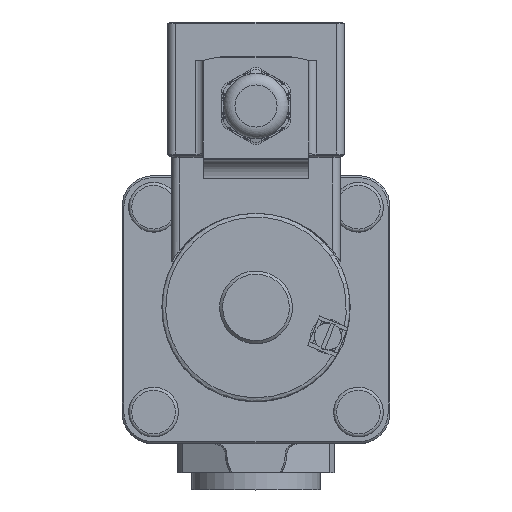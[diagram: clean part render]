
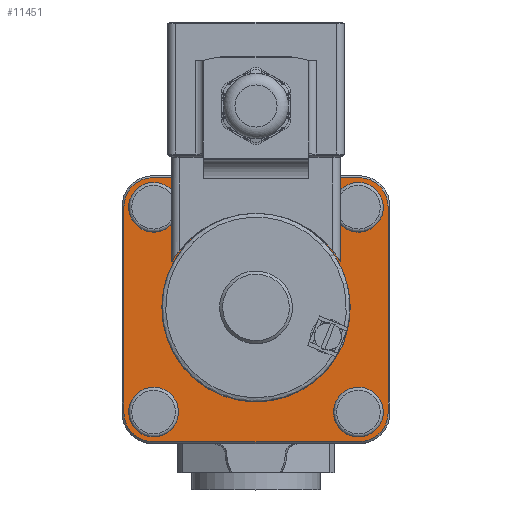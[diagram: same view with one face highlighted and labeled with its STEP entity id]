
A CAD part, top view. The second image highlights one B-rep face of the part: STEP entity #11451.
In plain terms, the highlighted planar face has unit normal (0, 0, 1).
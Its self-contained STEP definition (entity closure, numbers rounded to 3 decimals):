
#1215=LINE('',#35745,#1697);
#1218=LINE('',#35753,#1700);
#1221=LINE('',#35761,#1703);
#1225=LINE('',#35772,#1707);
#1697=VECTOR('',#14938,54.);
#1700=VECTOR('',#14947,54.);
#1703=VECTOR('',#14956,54.);
#1707=VECTOR('',#14968,54.);
#2743=PLANE('',#12489);
#2817=FACE_BOUND('',#4201,.T.);
#2818=FACE_BOUND('',#4202,.T.);
#2819=FACE_BOUND('',#4203,.T.);
#2820=FACE_BOUND('',#4204,.T.);
#2821=FACE_BOUND('',#4205,.T.);
#3464=FACE_OUTER_BOUND('',#4200,.T.);
#4200=EDGE_LOOP('',(#10445,#10446,#10447,#10448,#10449,#10450,#10451,#10452));
#4201=EDGE_LOOP('',(#10453));
#4202=EDGE_LOOP('',(#10454));
#4203=EDGE_LOOP('',(#10455));
#4204=EDGE_LOOP('',(#10456));
#4205=EDGE_LOOP('',(#10457));
#4719=CIRCLE('',#12413,6.5);
#4724=CIRCLE('',#12424,6.5);
#4729=CIRCLE('',#12435,6.5);
#4735=CIRCLE('',#12448,6.5);
#4741=CIRCLE('',#12458,18.7);
#4746=CIRCLE('',#12468,7.5);
#4748=CIRCLE('',#12472,7.5);
#4749=CIRCLE('',#12475,7.5);
#4750=CIRCLE('',#12478,7.5);
#5692=VERTEX_POINT('',#35463);
#5697=VERTEX_POINT('',#35479);
#5702=VERTEX_POINT('',#35495);
#5708=VERTEX_POINT('',#35516);
#5713=VERTEX_POINT('',#35705);
#5724=VERTEX_POINT('',#35736);
#5726=VERTEX_POINT('',#35739);
#5727=VERTEX_POINT('',#35744);
#5728=VERTEX_POINT('',#35748);
#5729=VERTEX_POINT('',#35752);
#5730=VERTEX_POINT('',#35756);
#5731=VERTEX_POINT('',#35760);
#5733=VERTEX_POINT('',#35766);
#7254=EDGE_CURVE('',#5692,#5692,#4719,.T.);
#7259=EDGE_CURVE('',#5697,#5697,#4724,.T.);
#7264=EDGE_CURVE('',#5702,#5702,#4729,.T.);
#7272=EDGE_CURVE('',#5708,#5708,#4735,.T.);
#7278=EDGE_CURVE('',#5713,#5713,#4741,.T.);
#7293=EDGE_CURVE('',#5724,#5726,#4746,.T.);
#7296=EDGE_CURVE('',#5726,#5727,#1215,.T.);
#7298=EDGE_CURVE('',#5727,#5728,#4748,.T.);
#7300=EDGE_CURVE('',#5728,#5729,#1218,.T.);
#7302=EDGE_CURVE('',#5729,#5730,#4749,.T.);
#7304=EDGE_CURVE('',#5730,#5731,#1221,.T.);
#7307=EDGE_CURVE('',#5731,#5733,#4750,.T.);
#7310=EDGE_CURVE('',#5733,#5724,#1225,.T.);
#10445=ORIENTED_EDGE('',*,*,#7310,.F.);
#10446=ORIENTED_EDGE('',*,*,#7307,.F.);
#10447=ORIENTED_EDGE('',*,*,#7304,.F.);
#10448=ORIENTED_EDGE('',*,*,#7302,.F.);
#10449=ORIENTED_EDGE('',*,*,#7300,.F.);
#10450=ORIENTED_EDGE('',*,*,#7298,.F.);
#10451=ORIENTED_EDGE('',*,*,#7296,.F.);
#10452=ORIENTED_EDGE('',*,*,#7293,.F.);
#10453=ORIENTED_EDGE('',*,*,#7254,.T.);
#10454=ORIENTED_EDGE('',*,*,#7259,.T.);
#10455=ORIENTED_EDGE('',*,*,#7264,.T.);
#10456=ORIENTED_EDGE('',*,*,#7272,.T.);
#10457=ORIENTED_EDGE('',*,*,#7278,.T.);
#11451=ADVANCED_FACE('',(#3464,#2817,#2818,#2819,#2820,#2821),#2743,.T.);
#12413=AXIS2_PLACEMENT_3D('',#35464,#14809,#14810);
#12424=AXIS2_PLACEMENT_3D('',#35480,#14831,#14832);
#12435=AXIS2_PLACEMENT_3D('',#35496,#14853,#14854);
#12448=AXIS2_PLACEMENT_3D('',#35517,#14881,#14882);
#12458=AXIS2_PLACEMENT_3D('',#35707,#14901,#14902);
#12468=AXIS2_PLACEMENT_3D('',#35740,#14931,#14932);
#12472=AXIS2_PLACEMENT_3D('',#35749,#14942,#14943);
#12475=AXIS2_PLACEMENT_3D('',#35757,#14951,#14952);
#12478=AXIS2_PLACEMENT_3D('',#35767,#14961,#14962);
#12489=AXIS2_PLACEMENT_3D('',#35790,#14991,#14992);
#14809=DIRECTION('center_axis',(0.,0.,
-1.));
#14810=DIRECTION('ref_axis',(0.949,-0.315,0.));
#14831=DIRECTION('center_axis',(0.,0.,
-1.));
#14832=DIRECTION('ref_axis',(-0.315,-0.949,0.));
#14853=DIRECTION('center_axis',(0.,0.,
-1.));
#14854=DIRECTION('ref_axis',(-0.949,0.315,0.));
#14881=DIRECTION('center_axis',(0.,0.,
-1.));
#14882=DIRECTION('ref_axis',(0.315,0.949,0.));
#14901=DIRECTION('center_axis',(0.,0.,
-1.));
#14902=DIRECTION('ref_axis',(-1.,0.,0.));
#14931=DIRECTION('center_axis',(0.,0.,
-1.));
#14932=DIRECTION('ref_axis',(-1.,0.,0.));
#14938=DIRECTION('',(0.,1.,0.));
#14942=DIRECTION('center_axis',(0.,0.,
-1.));
#14943=DIRECTION('ref_axis',(0.,1.,0.));
#14947=DIRECTION('',(1.,0.,0.));
#14951=DIRECTION('center_axis',(0.,0.,
-1.));
#14952=DIRECTION('ref_axis',(1.,0.,0.));
#14956=DIRECTION('',(0.,-1.,0.));
#14961=DIRECTION('center_axis',(0.,0.,
-1.));
#14962=DIRECTION('ref_axis',(0.,-1.,0.));
#14968=DIRECTION('',(-1.,0.,0.));
#14991=DIRECTION('center_axis',(0.,0.,
1.));
#14992=DIRECTION('ref_axis',(1.,0.,0.));
#35463=CARTESIAN_POINT('',(-20.595,24.717,49.9));
#35464=CARTESIAN_POINT('Origin',(-26.764,26.764,49.9));
#35479=CARTESIAN_POINT('',(24.717,20.595,49.9));
#35480=CARTESIAN_POINT('Origin',(26.764,26.764,49.9));
#35495=CARTESIAN_POINT('',(20.595,-24.717,49.9));
#35496=CARTESIAN_POINT('Origin',(26.764,-26.764,49.9));
#35516=CARTESIAN_POINT('',(-24.717,-20.595,49.9));
#35517=CARTESIAN_POINT('Origin',(-26.764,-26.764,49.9));
#35705=CARTESIAN_POINT('',(17.437,-6.755,49.9));
#35707=CARTESIAN_POINT('Origin',(0.,0.,
49.9));
#35736=CARTESIAN_POINT('',(-27.,-34.5,49.9));
#35739=CARTESIAN_POINT('',(-34.5,-27.,49.9));
#35740=CARTESIAN_POINT('Origin',(-27.,-27.,49.9));
#35744=CARTESIAN_POINT('',(-34.5,27.,49.9));
#35745=CARTESIAN_POINT('',(-34.5,13.5,49.9));
#35748=CARTESIAN_POINT('',(-27.,34.5,49.9));
#35749=CARTESIAN_POINT('Origin',(-27.,27.,49.9));
#35752=CARTESIAN_POINT('',(27.,34.5,49.9));
#35753=CARTESIAN_POINT('',(13.5,34.5,49.9));
#35756=CARTESIAN_POINT('',(34.5,27.,49.9));
#35757=CARTESIAN_POINT('Origin',(27.,27.,49.9));
#35760=CARTESIAN_POINT('',(34.5,-27.,49.9));
#35761=CARTESIAN_POINT('',(34.5,-13.5,49.9));
#35766=CARTESIAN_POINT('',(27.,-34.5,49.9));
#35767=CARTESIAN_POINT('Origin',(27.,-27.,49.9));
#35772=CARTESIAN_POINT('',(-13.5,-34.5,49.9));
#35790=CARTESIAN_POINT('Origin',(0.,0.,
49.9));
